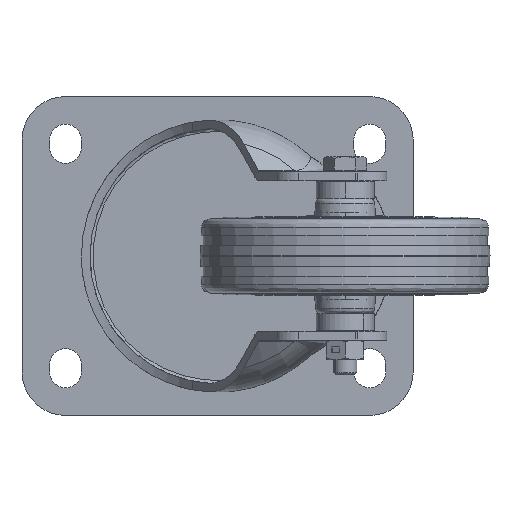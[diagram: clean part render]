
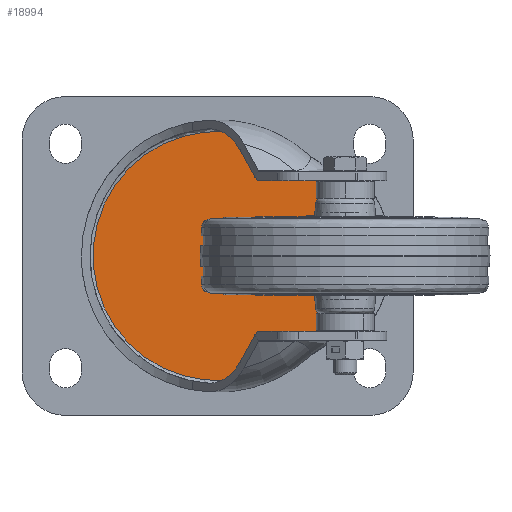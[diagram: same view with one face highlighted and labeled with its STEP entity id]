
A CAD part, front view. The second image highlights one B-rep face of the part: STEP entity #18994.
In plain terms, the highlighted planar face has unit normal (0, -1, 0).
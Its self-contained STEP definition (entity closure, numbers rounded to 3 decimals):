
#2861 = EDGE_CURVE ( 'NONE', #7032, #21154, #24142, .T. ) ;
#3274 = CARTESIAN_POINT ( 'NONE',  ( 36.932, -13., -22.242 ) ) ;
#4334 = DIRECTION ( 'NONE',  ( 0., -1., 0. ) ) ;
#4347 = VERTEX_POINT ( 'NONE', #19839 ) ;
#4699 = DIRECTION ( 'NONE',  ( 1., 0., 0. ) ) ;
#5439 = EDGE_CURVE ( 'NONE', #4347, #7032, #7204, .T. ) ;
#6118 = ORIENTED_EDGE ( 'NONE', *, *, #14635, .T. ) ;
#7032 = VERTEX_POINT ( 'NONE', #21027 ) ;
#7088 = CARTESIAN_POINT ( 'NONE',  ( 0., -13., 0. ) ) ;
#7204 = B_SPLINE_CURVE_WITH_KNOTS ( 'NONE', 3,
 ( #21151, #28951, #24350, #3274 ),
 .UNSPECIFIED., .F., .F.,
 ( 4, 4 ),
 ( 0., 0.004 ),
 .UNSPECIFIED. ) ;
#8661 = DIRECTION ( 'NONE',  ( 1., 0., 0. ) ) ;
#10321 = AXIS2_PLACEMENT_3D ( 'NONE', #22851, #13538, #8661 ) ;
#10905 = CIRCLE ( 'NONE', #29080, 43. ) ;
#13538 = DIRECTION ( 'NONE',  ( 0., -1., 0. ) ) ;
#14635 = EDGE_CURVE ( 'NONE', #24719, #4347, #10905, .T. ) ;
#14692 = CARTESIAN_POINT ( 'NONE',  ( 36.932, -13., 22.242 ) ) ;
#15312 = CARTESIAN_POINT ( 'NONE',  ( 34.34, -13., 25.879 ) ) ;
#18578 = CARTESIAN_POINT ( 'NONE',  ( 36.932, -13., 22.242 ) ) ;
#18603 = EDGE_LOOP ( 'NONE', ( #6118, #20875, #27483, #24523 ) ) ;
#18909 = CARTESIAN_POINT ( 'NONE',  ( 35.237, -13., 24.69 ) ) ;
#18994 = ADVANCED_FACE ( 'NONE', ( #27587 ), #30307, .T. ) ;
#19839 = CARTESIAN_POINT ( 'NONE',  ( 34.34, -13., -25.879 ) ) ;
#20875 = ORIENTED_EDGE ( 'NONE', *, *, #5439, .T. ) ;
#21027 = CARTESIAN_POINT ( 'NONE',  ( 36.932, -13., -22.242 ) ) ;
#21151 = CARTESIAN_POINT ( 'NONE',  ( 34.34, -13., -25.879 ) ) ;
#21154 = VERTEX_POINT ( 'NONE', #14692 ) ;
#22851 = CARTESIAN_POINT ( 'NONE',  ( 0., -13., 0. ) ) ;
#23126 = DIRECTION ( 'NONE',  ( 1., 0., 0. ) ) ;
#24142 = CIRCLE ( 'NONE', #29184, 43.113 ) ;
#24350 = CARTESIAN_POINT ( 'NONE',  ( 36.162, -13., -23.521 ) ) ;
#24523 = ORIENTED_EDGE ( 'NONE', *, *, #29758, .T. ) ;
#24719 = VERTEX_POINT ( 'NONE', #15312 ) ;
#25865 = CARTESIAN_POINT ( 'NONE',  ( 34.34, -13., 25.879 ) ) ;
#27483 = ORIENTED_EDGE ( 'NONE', *, *, #2861, .T. ) ;
#27587 = FACE_OUTER_BOUND ( 'NONE', #18603, .T. ) ;
#27975 = B_SPLINE_CURVE_WITH_KNOTS ( 'NONE', 3,
 ( #18578, #28232, #18909, #25865 ),
 .UNSPECIFIED., .F., .F.,
 ( 4, 4 ),
 ( 0., 0.004 ),
 .UNSPECIFIED. ) ;
#28173 = CARTESIAN_POINT ( 'NONE',  ( 0., -13., 0. ) ) ;
#28232 = CARTESIAN_POINT ( 'NONE',  ( 36.162, -13., 23.521 ) ) ;
#28951 = CARTESIAN_POINT ( 'NONE',  ( 35.237, -13., -24.69 ) ) ;
#29080 = AXIS2_PLACEMENT_3D ( 'NONE', #28173, #4334, #23126 ) ;
#29184 = AXIS2_PLACEMENT_3D ( 'NONE', #7088, #30643, #4699 ) ;
#29758 = EDGE_CURVE ( 'NONE', #21154, #24719, #27975, .T. ) ;
#30307 = PLANE ( 'NONE',  #10321 ) ;
#30643 = DIRECTION ( 'NONE',  ( 0., -1., 0. ) ) ;
